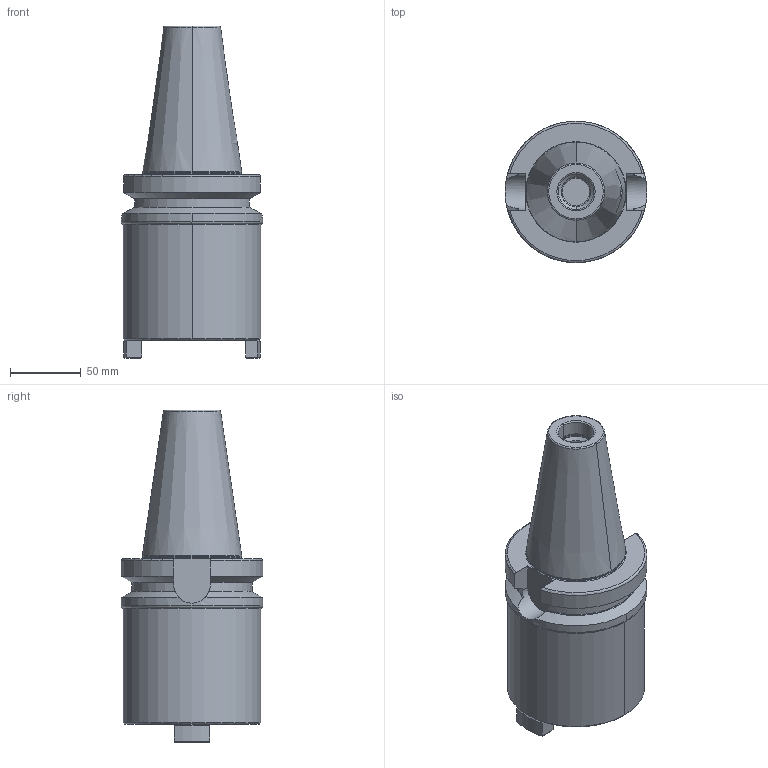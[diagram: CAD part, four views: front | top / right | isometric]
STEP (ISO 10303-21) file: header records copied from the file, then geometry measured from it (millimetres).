
FILE_DESCRIPTION((''),'2;1');
FILE_NAME('505_09_50','2020-09-04T',('101107'),(''),'CREO PARAMETRIC BY PTC INC, 2016260','CREO PARAMETRIC BY PTC INC, 2016260','');
FILE_SCHEMA(('CONFIG_CONTROL_DESIGN'));
Length unit declared in the file: millimetre
Products named in the file (1): 505_09_50
Bounding box: 100 x 100 x 234.3 mm (x, y, z)
Volume: 819677.9 mm3; surface area: 106802.8 mm2
Topology: 1 solids, 1 shells, 163 faces, 393 edges, 238 vertices
Faces by surface type: plane 54, cone 45, cylinder 40, torus 24
Entity records: 5117 total; most frequent: CARTESIAN_POINT 1297, DIRECTION 811, ORIENTED_EDGE 786, EDGE_CURVE 393, AXIS2_PLACEMENT_3D 330, VERTEX_POINT 238, EDGE_LOOP 173, CIRCLE 164
